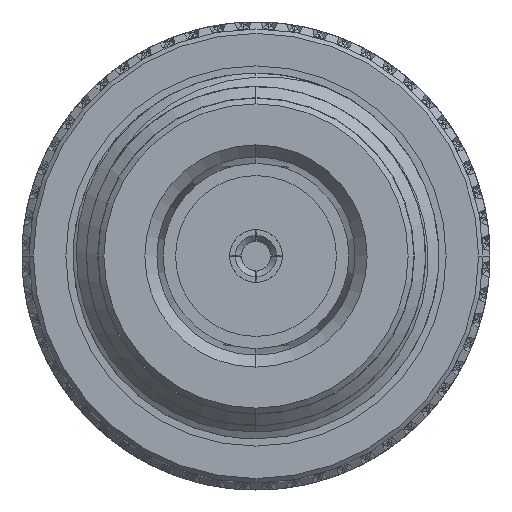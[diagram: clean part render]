
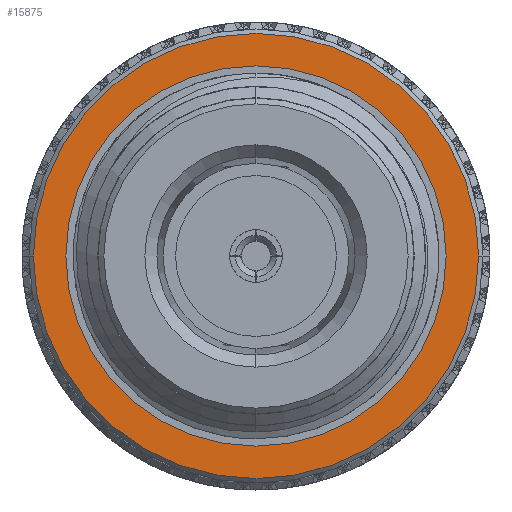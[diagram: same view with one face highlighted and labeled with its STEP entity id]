
A CAD part, front view. The second image highlights one B-rep face of the part: STEP entity #15875.
In plain terms, the highlighted face is planar.
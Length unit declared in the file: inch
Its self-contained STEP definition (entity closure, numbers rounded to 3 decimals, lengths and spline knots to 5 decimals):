
#243 = DIRECTION ( 'NONE',  ( 0., 1., 0. ) ) ;
#2420 = AXIS2_PLACEMENT_3D ( 'NONE', #34405, #41079, #65058 ) ;
#3222 = DIRECTION ( 'NONE',  ( 1., 0., 0. ) ) ;
#6961 = CARTESIAN_POINT ( 'NONE',  ( 0.66697, -0.38054, 0. ) ) ;
#10425 = VERTEX_POINT ( 'NONE', #77690 ) ;
#15875 = ADVANCED_FACE ( 'NONE', ( #17552, #18550 ), #25724, .T. ) ;
#17552 = FACE_OUTER_BOUND ( 'NONE', #50384, .T. ) ;
#18550 = FACE_BOUND ( 'NONE', #56532, .T. ) ;
#23174 = ORIENTED_EDGE ( 'NONE', *, *, #69064, .F. ) ;
#23647 = CARTESIAN_POINT ( 'NONE',  ( 0.66697, -0.325, 0. ) ) ;
#25635 = DIRECTION ( 'NONE',  ( 1., 0., 0. ) ) ;
#25724 = PLANE ( 'NONE',  #2420 ) ;
#26898 = CIRCLE ( 'NONE', #84030, 0.325 ) ;
#34405 = CARTESIAN_POINT ( 'NONE',  ( 0.66697, 0.29553, 0. ) ) ;
#34938 = DIRECTION ( 'NONE',  ( 0., 1., 0. ) ) ;
#36888 = ORIENTED_EDGE ( 'NONE', *, *, #54085, .F. ) ;
#41079 = DIRECTION ( 'NONE',  ( 1., 0., 0. ) ) ;
#43879 = AXIS2_PLACEMENT_3D ( 'NONE', #47813, #77418, #243 ) ;
#45131 = AXIS2_PLACEMENT_3D ( 'NONE', #63974, #25635, #79309 ) ;
#47813 = CARTESIAN_POINT ( 'NONE',  ( 0.66697, 0., 0. ) ) ;
#50384 = EDGE_LOOP ( 'NONE', ( #87497, #36888 ) ) ;
#54085 = EDGE_CURVE ( 'NONE', #99342, #77739, #55236, .T. ) ;
#55236 = CIRCLE ( 'NONE', #82927, 0.38054 ) ;
#56532 = EDGE_LOOP ( 'NONE', ( #87672, #23174 ) ) ;
#63974 = CARTESIAN_POINT ( 'NONE',  ( 0.66697, 0., 0. ) ) ;
#64444 = VERTEX_POINT ( 'NONE', #23647 ) ;
#65058 = DIRECTION ( 'NONE',  ( 0., 1., 0. ) ) ;
#67716 = CARTESIAN_POINT ( 'NONE',  ( 0.66697, 0.38054, 0. ) ) ;
#69064 = EDGE_CURVE ( 'NONE', #10425, #64444, #26898, .T. ) ;
#70154 = EDGE_CURVE ( 'NONE', #64444, #10425, #80975, .T. ) ;
#73158 = CIRCLE ( 'NONE', #43879, 0.38054 ) ;
#75926 = DIRECTION ( 'NONE',  ( 0., 1., 0. ) ) ;
#77418 = DIRECTION ( 'NONE',  ( -1., 0., 0. ) ) ;
#77690 = CARTESIAN_POINT ( 'NONE',  ( 0.66697, 0.325, 0. ) ) ;
#77739 = VERTEX_POINT ( 'NONE', #6961 ) ;
#79309 = DIRECTION ( 'NONE',  ( 0., 1., 0. ) ) ;
#80975 = CIRCLE ( 'NONE', #45131, 0.325 ) ;
#82444 = CARTESIAN_POINT ( 'NONE',  ( 0.66697, 0., 0. ) ) ;
#82927 = AXIS2_PLACEMENT_3D ( 'NONE', #91268, #99898, #75926 ) ;
#84030 = AXIS2_PLACEMENT_3D ( 'NONE', #82444, #3222, #34938 ) ;
#84518 = EDGE_CURVE ( 'NONE', #77739, #99342, #73158, .T. ) ;
#87497 = ORIENTED_EDGE ( 'NONE', *, *, #84518, .F. ) ;
#87672 = ORIENTED_EDGE ( 'NONE', *, *, #70154, .F. ) ;
#91268 = CARTESIAN_POINT ( 'NONE',  ( 0.66697, 0., 0. ) ) ;
#99342 = VERTEX_POINT ( 'NONE', #67716 ) ;
#99898 = DIRECTION ( 'NONE',  ( -1., 0., 0. ) ) ;
